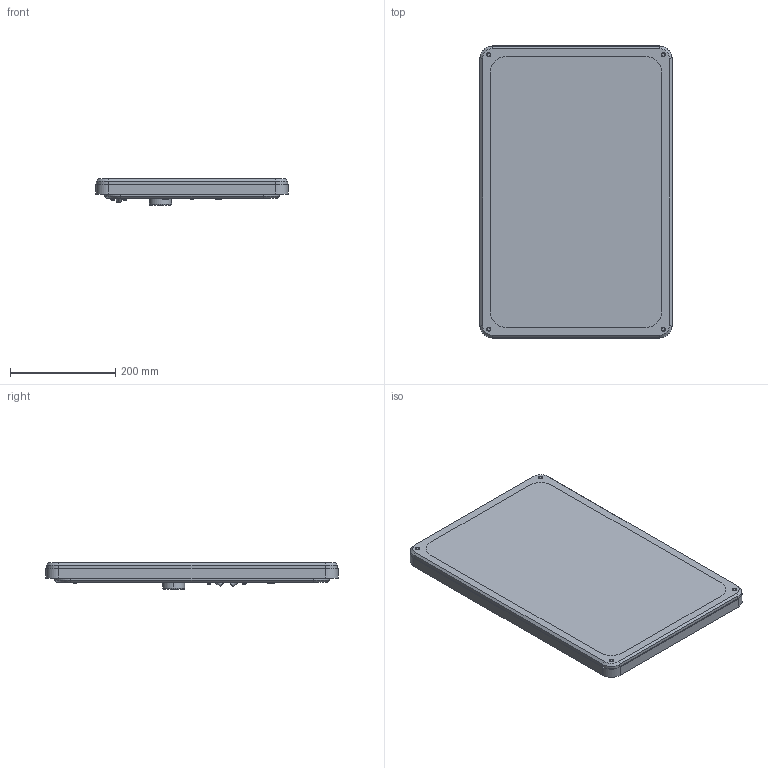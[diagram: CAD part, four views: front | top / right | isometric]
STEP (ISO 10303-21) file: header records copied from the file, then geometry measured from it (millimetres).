
FILE_DESCRIPTION (( 'STEP AP203' ), '1' );
FILE_NAME ('NEVIS.STEP', '2024-08-14T09:42:25', ( '' ), ( '' ), 'SwSTEP 2.0', 'SolidWorks 2024', '' );
FILE_SCHEMA (( 'CONFIG_CONTROL_DESIGN' ));
Length unit declared in the file: millimetre
Products named in the file (17): Корпус NEVIS; Гриль NEVIS; винт мебельный 6_25; Кондер; резьбовая вставка; hex socket head screws_iso_ISO 14586 - ST3.5 x 22-C-N; plain washer normal grade a_iso_Washer ISO 7089 - 3; кольцо стеклотекст; hex tapping screws_iso_Tapping Screw ISO 14585 - ST3.5 x 9.5-C-N; hexalobular socket pan head_iso_ISO 14583 - M3 x 5 x 4 - 4.8-N; Рамка NEVIS-М2; резьбовая заклепка; Терминал WTB-O60N; Мембр. NEVIS; Твитер ст; Экс1; NEVIS
Assembly tree (29 placements, depth 2):
  NEVIS
    Мембр. NEVIS
    Экс1
    Твитер ст
    Терминал WTB-O60N
    Гриль NEVIS
    Корпус NEVIS
    Рамка NEVIS-М2
    Кондер
    hexalobular socket pan head_iso_ISO 14583 - M3 x 5 x 4 - 4.8-N
    plain washer normal grade a_iso_Washer ISO 7089 - 3
    hex tapping screws_iso_Tapping Screw ISO 14585 - ST3.5 x 9.5-C-N  x4
    резьбовая заклепка  x4
    резьбовая вставка  x4
    hex socket head screws_iso_ISO 14586 - ST3.5 x 22-C-N
    винт мебельный 6_25  x4
    кольцо стеклотекст  x2
Bounding box: 366 x 556 x 50.2 mm (x, y, z)
Volume: 2768689.7 mm3; surface area: 1273660 mm2
Topology: 29 solids, 29 shells, 1362 faces, 3259 edges, 2008 vertices
Faces by surface type: plane 582, cylinder 482, cone 214, torus 62, bspline 12, sphere 10
Entity records: 36207 total; most frequent: DIRECTION 6191, CARTESIAN_POINT 6165, ORIENTED_EDGE 5570, EDGE_CURVE 2785, AXIS2_PLACEMENT_3D 2296, VERTEX_POINT 1733, LINE 1599, VECTOR 1599
